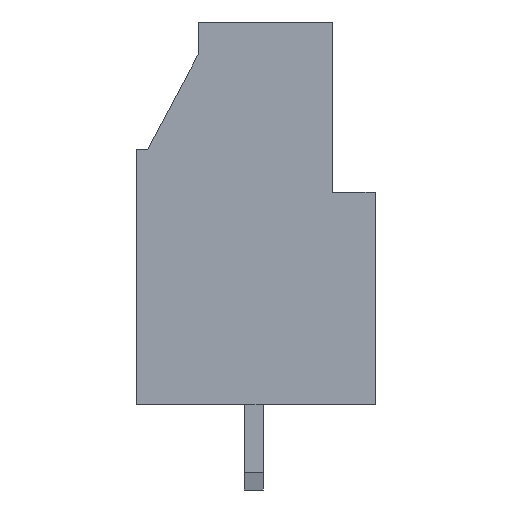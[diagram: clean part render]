
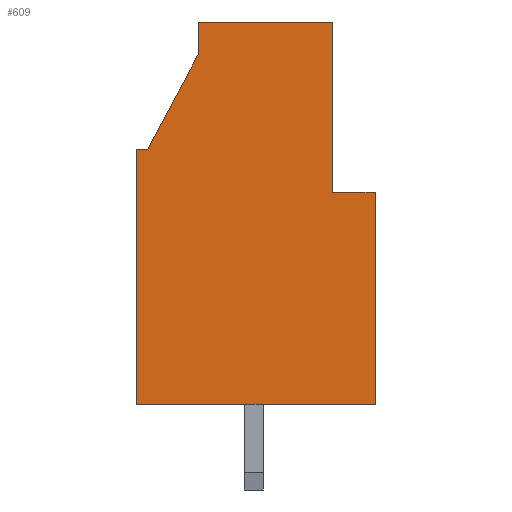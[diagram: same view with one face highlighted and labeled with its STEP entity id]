
A CAD part, front view. The second image highlights one B-rep face of the part: STEP entity #609.
In plain terms, the highlighted planar face has unit normal (0, -1, 0).
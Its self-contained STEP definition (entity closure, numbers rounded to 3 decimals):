
#609 = ADVANCED_FACE( '', ( #1249 ), #1250, .F. );
#1249 = FACE_OUTER_BOUND( '', #1928, .T. );
#1250 = PLANE( '', #1929 );
#1928 = EDGE_LOOP( '', ( #3579, #3580, #3581, #3582, #3583, #3584, #3585, #3586, #3587 ) );
#1929 = AXIS2_PLACEMENT_3D( '', #3588, #3589, #3590 );
#3579 = ORIENTED_EDGE( '', *, *, #4498, .F. );
#3580 = ORIENTED_EDGE( '', *, *, #4811, .F. );
#3581 = ORIENTED_EDGE( '', *, *, #4784, .F. );
#3582 = ORIENTED_EDGE( '', *, *, #4494, .F. );
#3583 = ORIENTED_EDGE( '', *, *, #4807, .F. );
#3584 = ORIENTED_EDGE( '', *, *, #4455, .T. );
#3585 = ORIENTED_EDGE( '', *, *, #4400, .F. );
#3586 = ORIENTED_EDGE( '', *, *, #4813, .T. );
#3587 = ORIENTED_EDGE( '', *, *, #4414, .F. );
#3588 = CARTESIAN_POINT( '', ( 12.134, -2.5, 19.8 ) );
#3589 = DIRECTION( '', ( 0., 1., 0. ) );
#3590 = DIRECTION( '', ( 1., 0., 0. ) );
#4400 = EDGE_CURVE( '', #5402, #5404, #5405, .T. );
#4414 = EDGE_CURVE( '', #5425, #5427, #5428, .T. );
#4455 = EDGE_CURVE( '', #5494, #5404, #5495, .T. );
#4494 = EDGE_CURVE( '', #5553, #5555, #5556, .T. );
#4498 = EDGE_CURVE( '', #5559, #5425, #5561, .T. );
#4784 = EDGE_CURVE( '', #5555, #5955, #5956, .T. );
#4807 = EDGE_CURVE( '', #5494, #5553, #5981, .T. );
#4811 = EDGE_CURVE( '', #5955, #5559, #5985, .T. );
#4813 = EDGE_CURVE( '', #5402, #5427, #5987, .T. );
#5402 = VERTEX_POINT( '', #6812 );
#5404 = VERTEX_POINT( '', #6815 );
#5405 = LINE( '', #6816, #6817 );
#5425 = VERTEX_POINT( '', #6846 );
#5427 = VERTEX_POINT( '', #6849 );
#5428 = LINE( '', #6850, #6851 );
#5494 = VERTEX_POINT( '', #6950 );
#5495 = LINE( '', #6951, #6952 );
#5553 = VERTEX_POINT( '', #7038 );
#5555 = VERTEX_POINT( '', #7041 );
#5556 = LINE( '', #7042, #7043 );
#5559 = VERTEX_POINT( '', #7047 );
#5561 = LINE( '', #7050, #7051 );
#5955 = VERTEX_POINT( '', #7627 );
#5956 = LINE( '', #7628, #7629 );
#5981 = LINE( '', #7667, #7668 );
#5985 = LINE( '', #7673, #7674 );
#5987 = LINE( '', #7676, #7677 );
#6812 = CARTESIAN_POINT( '', ( 11.2, -2.5, 0. ) );
#6815 = CARTESIAN_POINT( '', ( 0., -2.5, 0. ) );
#6816 = CARTESIAN_POINT( '', ( 5.35, -2.5, 0. ) );
#6817 = VECTOR( '', #8086, 1000. );
#6846 = CARTESIAN_POINT( '', ( 9.2, -2.5, 10. ) );
#6849 = CARTESIAN_POINT( '', ( 11.2, -2.5, 10. ) );
#6850 = CARTESIAN_POINT( '', ( 9.038, -2.5, 10. ) );
#6851 = VECTOR( '', #8097, 1000. );
#6950 = CARTESIAN_POINT( '', ( 0., -2.5, 12. ) );
#6951 = CARTESIAN_POINT( '', ( 0., -2.5, -1. ) );
#6952 = VECTOR( '', #8137, 1000. );
#7038 = CARTESIAN_POINT( '', ( 0.5, -2.5, 12. ) );
#7041 = CARTESIAN_POINT( '', ( 2.9, -2.5, 16.5 ) );
#7042 = CARTESIAN_POINT( '', ( -6.433, -2.5, -1. ) );
#7043 = VECTOR( '', #8170, 1000. );
#7047 = CARTESIAN_POINT( '', ( 9.2, -2.5, 18. ) );
#7050 = CARTESIAN_POINT( '', ( 9.2, -2.5, 18. ) );
#7051 = VECTOR( '', #8173, 1000. );
#7627 = CARTESIAN_POINT( '', ( 2.9, -2.5, 18. ) );
#7628 = CARTESIAN_POINT( '', ( 2.9, -2.5, -1. ) );
#7629 = VECTOR( '', #8413, 1000. );
#7667 = CARTESIAN_POINT( '', ( 5.35, -2.5, 12. ) );
#7668 = VECTOR( '', #8427, 1000. );
#7673 = CARTESIAN_POINT( '', ( 5.35, -2.5, 18. ) );
#7674 = VECTOR( '', #8429, 1000. );
#7676 = CARTESIAN_POINT( '', ( 11.2, -2.5, -1. ) );
#7677 = VECTOR( '', #8430, 1000. );
#8086 = DIRECTION( '', ( -1., 0., 0. ) );
#8097 = DIRECTION( '', ( 1., 0., 0. ) );
#8137 = DIRECTION( '', ( 0., 0., -1. ) );
#8170 = DIRECTION( '', ( 0.471, 0., 0.882 ) );
#8173 = DIRECTION( '', ( 0., 0., -1. ) );
#8413 = DIRECTION( '', ( 0., 0., 1. ) );
#8427 = DIRECTION( '', ( 1., 0., 0. ) );
#8429 = DIRECTION( '', ( 1., 0., 0. ) );
#8430 = DIRECTION( '', ( 0., 0., 1. ) );
